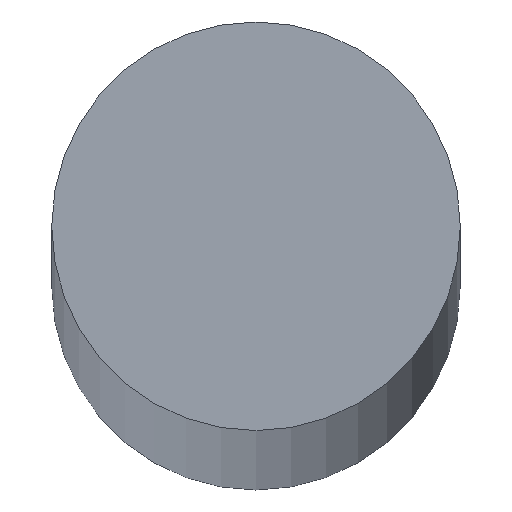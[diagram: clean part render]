
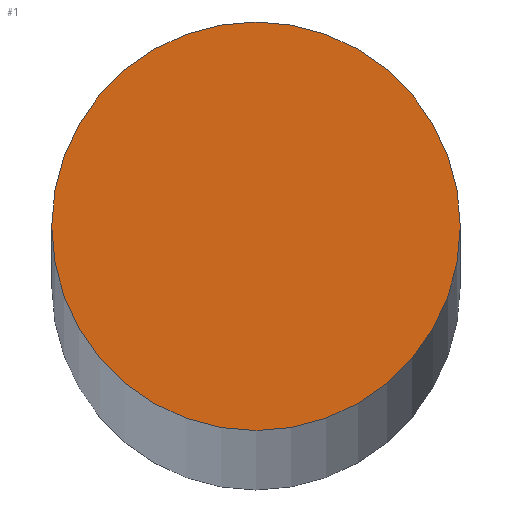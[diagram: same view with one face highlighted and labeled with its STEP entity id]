
A CAD part, top view. The second image highlights one B-rep face of the part: STEP entity #1.
In plain terms, the highlighted planar face has unit normal (0, 0, 1).
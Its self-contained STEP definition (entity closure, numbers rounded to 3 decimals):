
#1 = ADVANCED_FACE ( 'NONE', ( #36 ), #79, .T. ) ;
#3 = ORIENTED_EDGE ( 'NONE', *, *, #31, .T. ) ;
#4 = EDGE_LOOP ( 'NONE', ( #3, #5 ) ) ;
#5 = ORIENTED_EDGE ( 'NONE', *, *, #9, .T. ) ;
#7 = VERTEX_POINT ( 'NONE', #108 ) ;
#9 = EDGE_CURVE ( 'NONE', #7, #16, #94, .T. ) ;
#16 = VERTEX_POINT ( 'NONE', #60 ) ;
#31 = EDGE_CURVE ( 'NONE', #16, #7, #98, .T. ) ;
#36 = FACE_OUTER_BOUND ( 'NONE', #4, .T. ) ;
#37 = DIRECTION ( 'NONE',  ( 1., 0., 0. ) ) ;
#38 = AXIS2_PLACEMENT_3D ( 'NONE', #88, #95, #37 ) ;
#44 = CARTESIAN_POINT ( 'NONE',  ( 0., 0., 250. ) ) ;
#59 = CARTESIAN_POINT ( 'NONE',  ( 0., 0., 250. ) ) ;
#60 = CARTESIAN_POINT ( 'NONE',  ( -3., 0., 250. ) ) ;
#70 = AXIS2_PLACEMENT_3D ( 'NONE', #59, #74, #73 ) ;
#73 = DIRECTION ( 'NONE',  ( 1., 0., 0. ) ) ;
#74 = DIRECTION ( 'NONE',  ( 0., 0., 1. ) ) ;
#79 = PLANE ( 'NONE',  #38 ) ;
#88 = CARTESIAN_POINT ( 'NONE',  ( 0., 0., 250. ) ) ;
#89 = DIRECTION ( 'NONE',  ( 1., 0., 0. ) ) ;
#90 = DIRECTION ( 'NONE',  ( 0., 0., 1. ) ) ;
#94 = CIRCLE ( 'NONE', #97, 3. ) ;
#95 = DIRECTION ( 'NONE',  ( 0., 0., 1. ) ) ;
#97 = AXIS2_PLACEMENT_3D ( 'NONE', #44, #90, #89 ) ;
#98 = CIRCLE ( 'NONE', #70, 3. ) ;
#108 = CARTESIAN_POINT ( 'NONE',  ( 3., 0., 250. ) ) ;
